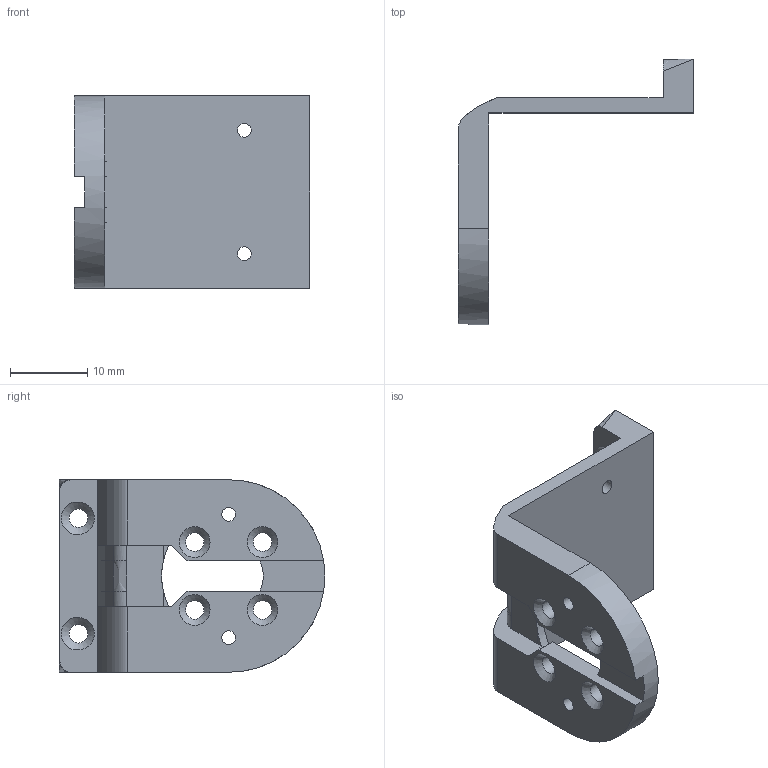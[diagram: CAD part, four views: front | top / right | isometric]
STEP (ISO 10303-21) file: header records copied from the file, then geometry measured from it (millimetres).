
FILE_DESCRIPTION(/* description */ (''),/* implementation_level */ '2;1');
FILE_NAME(/* name */ 'ShoulderCover (1).step',/* time_stamp */ '2020-04-29T17:40:19+09:00',/* author */ (''),/* organization */ (''),/* preprocessor_version */ 'ST-DEVELOPER v18.1',/* originating_system */ 'Autodesk Translation Framework v9.2.0.1227',/* authorisation */ '');
FILE_SCHEMA (('AUTOMOTIVE_DESIGN { 1 0 10303 214 3 1 1 }'));
Length unit declared in the file: millimetre
Products named in the file (1): ShoulderCover (1)
Bounding box: 30.6 x 34.5 x 25 mm (x, y, z)
Volume: 3460.6 mm3; surface area: 3557.3 mm2
Topology: 1 solids, 1 shells, 65 faces, 184 edges, 115 vertices
Faces by surface type: plane 27, cylinder 18, bspline 14, cone 6
Full cylindrical faces by diameter (mm): 1.8 x4, 2.4 x6
Entity records: 2423 total; most frequent: CARTESIAN_POINT 720, ORIENTED_EDGE 364, DIRECTION 317, EDGE_CURVE 182, VERTEX_POINT 115, AXIS2_PLACEMENT_3D 109, LINE 99, VECTOR 99
